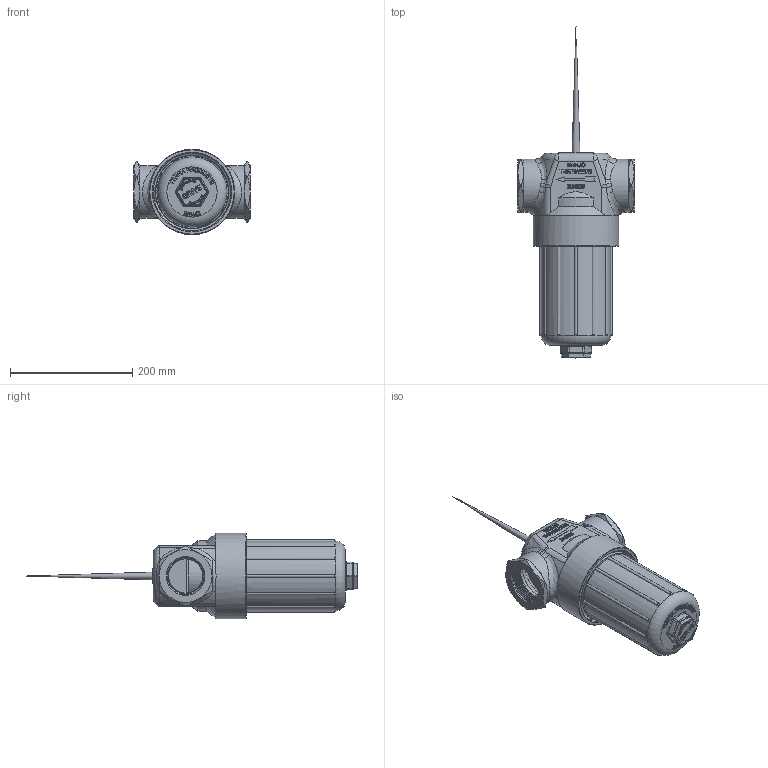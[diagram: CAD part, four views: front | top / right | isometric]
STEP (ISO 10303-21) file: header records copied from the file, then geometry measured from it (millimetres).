
FILE_DESCRIPTION(/* description */ ('2" T STRAINER 316SS HEAD POLY BOWL'),/* implementation_level */ '2;1');
FILE_NAME(/* name */ 'LST200-10SS.stp',/* time_stamp */ '2020-08-05T10:34:15-04:00',/* author */ ('DGUTIERREZ'),/* organization */ ('BANJO CORP'),/* preprocessor_version */ 'ST-DEVELOPER v17.2',/* originating_system */ 'Autodesk Inventor 2019',/* authorisation */ '');
FILE_SCHEMA (('AUTOMOTIVE_DESIGN { 1 0 10303 214 3 1 1 }'));
Length unit declared in the file: inch
Products named in the file (8): LST200-10SS; LST200-HSS; LST200-B; LST200-XB; LSQ200-PL; LSQ200-RV; LST200-GV; LST210SS
Assembly tree (7 placements, depth 3):
  LST200-10SS
    LST200-HSS
    LST200-B
      LST200-XB
      LSQ200-PL
      LSQ200-RV
    LST200-GV
    LST210SS
Bounding box: 190.5 x 543.99 x 139.7 mm (x, y, z)
Volume: 1807231.7 mm3; surface area: 613343.5 mm2
Topology: 6 solids, 6 shells, 1907 faces, 5166 edges, 3357 vertices
Faces by surface type: plane 799, bspline 713, cylinder 180, cone 90, torus 84, sphere 41
Full cylindrical faces by diameter (mm): 19.05 x1, 33.401 x1, 67.215 x2, 73.66 x1, 74.612 x1, 76.2 x1, 79.451 x1, 80.772 x1, 80.975 x2, 81.28 x1, 86.519 x2, 101.6 x2, 107.315 x1, 107.95 x1, 110.744 x1, 113.233 x1, 114.3 x1, 117.627 x1, 119.202 x4, 120.119 x5, 127 x9, 139.7 x1
Entity records: 79041 total; most frequent: CARTESIAN_POINT 35920, ORIENTED_EDGE 10266, DIRECTION 6559, EDGE_CURVE 5133, VERTEX_POINT 3353, LINE 2575, VECTOR 2575, EDGE_LOOP 2034
